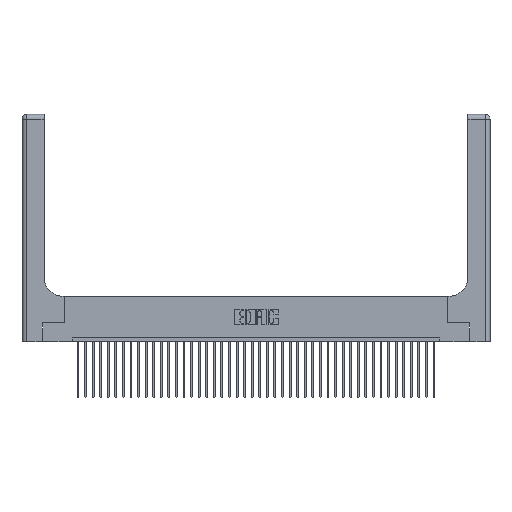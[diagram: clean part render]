
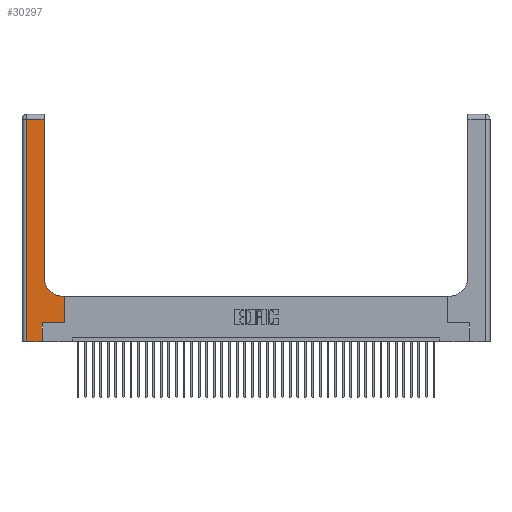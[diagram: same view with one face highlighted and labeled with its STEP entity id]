
A CAD part, top view. The second image highlights one B-rep face of the part: STEP entity #30297.
In plain terms, the highlighted planar face has unit normal (0, 0, 1).
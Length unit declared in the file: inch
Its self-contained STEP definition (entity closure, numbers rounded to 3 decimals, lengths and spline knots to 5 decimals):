
#1197 = DIRECTION ( 'NONE',  ( -1., 0., 0. ) ) ;
#1356 = VECTOR ( 'NONE', #39611, 39.37008 ) ;
#1598 = DIRECTION ( 'NONE',  ( 0., 0., -1. ) ) ;
#2381 = VERTEX_POINT ( 'NONE', #16639 ) ;
#2510 = DIRECTION ( 'NONE',  ( 1., 0., 0. ) ) ;
#2922 = CARTESIAN_POINT ( 'NONE',  ( 0.2915, 0.85, 0.37 ) ) ;
#3536 = LINE ( 'NONE', #23055, #24666 ) ;
#3852 = ORIENTED_EDGE ( 'NONE', *, *, #24899, .T. ) ;
#4001 = CARTESIAN_POINT ( 'NONE',  ( 0., 3., 0.37 ) ) ;
#4713 = EDGE_CURVE ( 'NONE', #36862, #27653, #7899, .T. ) ;
#5096 = DIRECTION ( 'NONE',  ( 1., 0., 0. ) ) ;
#5397 = ORIENTED_EDGE ( 'NONE', *, *, #4713, .T. ) ;
#5565 = EDGE_LOOP ( 'NONE', ( #3852, #5397, #15556, #24659, #37014, #25508, #24668, #18050, #19018 ) ) ;
#6063 = DIRECTION ( 'NONE',  ( 0., 1., 0. ) ) ;
#6404 = VECTOR ( 'NONE', #32687, 39.37008 ) ;
#6929 = FACE_OUTER_BOUND ( 'NONE', #5565, .T. ) ;
#7899 = LINE ( 'NONE', #29421, #6404 ) ;
#8213 = CARTESIAN_POINT ( 'NONE',  ( 0.5415, 0.6, 0.37 ) ) ;
#8215 = LINE ( 'NONE', #24891, #27826 ) ;
#9038 = LINE ( 'NONE', #15342, #22753 ) ;
#9140 = DIRECTION ( 'NONE',  ( 0., 1., 0. ) ) ;
#10215 = CARTESIAN_POINT ( 'NONE',  ( 0.2915, 2.94, 0.37 ) ) ;
#11621 = EDGE_CURVE ( 'NONE', #27653, #21885, #15994, .T. ) ;
#11850 = DIRECTION ( 'NONE',  ( 1., 0., 0. ) ) ;
#11981 = CARTESIAN_POINT ( 'NONE',  ( 0.06, 0., 0.37 ) ) ;
#12155 = VERTEX_POINT ( 'NONE', #16138 ) ;
#13061 = VERTEX_POINT ( 'NONE', #2922 ) ;
#13081 = LINE ( 'NONE', #36587, #1356 ) ;
#14866 = VECTOR ( 'NONE', #1197, 39.37008 ) ;
#15342 = CARTESIAN_POINT ( 'NONE',  ( 0.2915, 3., 0.37 ) ) ;
#15556 = ORIENTED_EDGE ( 'NONE', *, *, #11621, .T. ) ;
#15668 = DIRECTION ( 'NONE',  ( 0., -1., 0. ) ) ;
#15994 = LINE ( 'NONE', #25375, #21904 ) ;
#16138 = CARTESIAN_POINT ( 'NONE',  ( 0.5585, 0.6, 0.37 ) ) ;
#16210 = PLANE ( 'NONE',  #36006 ) ;
#16639 = CARTESIAN_POINT ( 'NONE',  ( 0.5585, 0.25, 0.37 ) ) ;
#18050 = ORIENTED_EDGE ( 'NONE', *, *, #29847, .T. ) ;
#19018 = ORIENTED_EDGE ( 'NONE', *, *, #27938, .T. ) ;
#19200 = DIRECTION ( 'NONE',  ( -1., 0., 0. ) ) ;
#19908 = CARTESIAN_POINT ( 'NONE',  ( 0.06, 2.94, 0.37 ) ) ;
#21797 = AXIS2_PLACEMENT_3D ( 'NONE', #32750, #1598, #5096 ) ;
#21885 = VERTEX_POINT ( 'NONE', #11981 ) ;
#21904 = VECTOR ( 'NONE', #15668, 39.37008 ) ;
#22753 = VECTOR ( 'NONE', #9140, 39.37008 ) ;
#23055 = CARTESIAN_POINT ( 'NONE',  ( 0.269, 0.25, 0.37 ) ) ;
#23181 = LINE ( 'NONE', #32213, #14866 ) ;
#23261 = EDGE_CURVE ( 'NONE', #21885, #25567, #37539, .T. ) ;
#24290 = CARTESIAN_POINT ( 'NONE',  ( 0.269, 0.25, 0.37 ) ) ;
#24659 = ORIENTED_EDGE ( 'NONE', *, *, #23261, .T. ) ;
#24666 = VECTOR ( 'NONE', #11850, 39.37008 ) ;
#24668 = ORIENTED_EDGE ( 'NONE', *, *, #33323, .T. ) ;
#24891 = CARTESIAN_POINT ( 'NONE',  ( 0.5585, 0.25, 0.37 ) ) ;
#24899 = EDGE_CURVE ( 'NONE', #13061, #36862, #9038, .T. ) ;
#24982 = CIRCLE ( 'NONE', #21797, 0.25 ) ;
#25375 = CARTESIAN_POINT ( 'NONE',  ( 0.06, 3., 0.37 ) ) ;
#25508 = ORIENTED_EDGE ( 'NONE', *, *, #30520, .T. ) ;
#25567 = VERTEX_POINT ( 'NONE', #27232 ) ;
#27232 = CARTESIAN_POINT ( 'NONE',  ( 0.269, 0., 0.37 ) ) ;
#27653 = VERTEX_POINT ( 'NONE', #19908 ) ;
#27826 = VECTOR ( 'NONE', #6063, 39.37008 ) ;
#27938 = EDGE_CURVE ( 'NONE', #32927, #13061, #24982, .T. ) ;
#29066 = DIRECTION ( 'NONE',  ( 0., 0., -1. ) ) ;
#29421 = CARTESIAN_POINT ( 'NONE',  ( 0., 2.94, 0.37 ) ) ;
#29847 = EDGE_CURVE ( 'NONE', #12155, #32927, #23181, .T. ) ;
#30260 = VECTOR ( 'NONE', #2510, 39.37008 ) ;
#30297 = ADVANCED_FACE ( 'NONE', ( #6929 ), #16210, .F. ) ;
#30520 = EDGE_CURVE ( 'NONE', #38370, #2381, #3536, .T. ) ;
#32213 = CARTESIAN_POINT ( 'NONE',  ( 0.2915, 0.6, 0.37 ) ) ;
#32687 = DIRECTION ( 'NONE',  ( -1., 0., 0. ) ) ;
#32750 = CARTESIAN_POINT ( 'NONE',  ( 0.5415, 0.85, 0.37 ) ) ;
#32927 = VERTEX_POINT ( 'NONE', #8213 ) ;
#33323 = EDGE_CURVE ( 'NONE', #2381, #12155, #8215, .T. ) ;
#35461 = EDGE_CURVE ( 'NONE', #25567, #38370, #13081, .T. ) ;
#36006 = AXIS2_PLACEMENT_3D ( 'NONE', #4001, #29066, #19200 ) ;
#36587 = CARTESIAN_POINT ( 'NONE',  ( 0.269, 0., 0.37 ) ) ;
#36588 = CARTESIAN_POINT ( 'NONE',  ( 0., 0., 0.37 ) ) ;
#36862 = VERTEX_POINT ( 'NONE', #10215 ) ;
#37014 = ORIENTED_EDGE ( 'NONE', *, *, #35461, .T. ) ;
#37539 = LINE ( 'NONE', #36588, #30260 ) ;
#38370 = VERTEX_POINT ( 'NONE', #24290 ) ;
#39611 = DIRECTION ( 'NONE',  ( 0., 1., 0. ) ) ;
